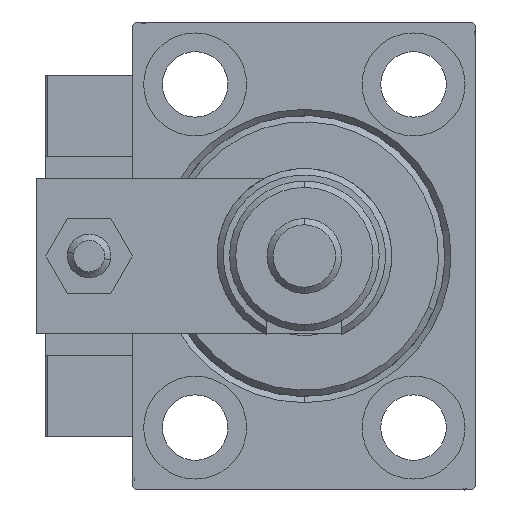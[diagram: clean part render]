
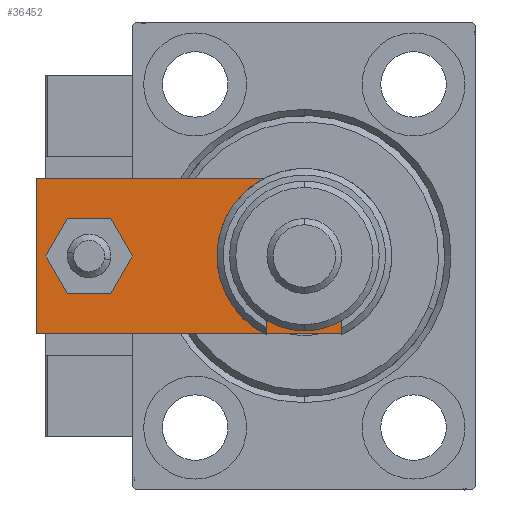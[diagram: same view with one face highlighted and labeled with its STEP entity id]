
A CAD part, left-side view. The second image highlights one B-rep face of the part: STEP entity #36452.
In plain terms, the highlighted face is planar.
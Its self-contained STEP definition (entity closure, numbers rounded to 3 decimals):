
#20 = EDGE_CURVE ( 'NONE', #52896, #18405, #21229, .T. ) ;
#218 = CIRCLE ( 'NONE', #43825, 8.25 ) ;
#1203 = DIRECTION ( 'NONE',  ( 0., 0., 1. ) ) ;
#2358 = CARTESIAN_POINT ( 'NONE',  ( -12.5, 5.66, 6. ) ) ;
#3549 = DIRECTION ( 'NONE',  ( 0., -1., 0. ) ) ;
#3747 = VECTOR ( 'NONE', #20187, 1000. ) ;
#4202 = DIRECTION ( 'NONE',  ( 1., 0., 0. ) ) ;
#4391 = CIRCLE ( 'NONE', #26610, 4. ) ;
#4563 = VECTOR ( 'NONE', #45491, 1000. ) ;
#5226 = CARTESIAN_POINT ( 'NONE',  ( 0., 12., 6. ) ) ;
#6640 = PLANE ( 'NONE',  #37161 ) ;
#6899 = CARTESIAN_POINT ( 'NONE',  ( 0., 0., 6. ) ) ;
#6920 = LINE ( 'NONE', #50571, #50082 ) ;
#7408 = FACE_BOUND ( 'NONE', #27113, .T. ) ;
#8888 = LINE ( 'NONE', #40256, #15288 ) ;
#9306 = ORIENTED_EDGE ( 'NONE', *, *, #29863, .F. ) ;
#9904 = CARTESIAN_POINT ( 'NONE',  ( -12.5, 55., 6. ) ) ;
#10379 = ORIENTED_EDGE ( 'NONE', *, *, #20, .T. ) ;
#10627 = VERTEX_POINT ( 'NONE', #43935 ) ;
#11612 = VERTEX_POINT ( 'NONE', #20678 ) ;
#12122 = DIRECTION ( 'NONE',  ( 1., 0., 0. ) ) ;
#12578 = CARTESIAN_POINT ( 'NONE',  ( 12.5, 0., 6. ) ) ;
#12611 = DIRECTION ( 'NONE',  ( -1., 0., 0. ) ) ;
#14265 = CARTESIAN_POINT ( 'NONE',  ( -4., 46.5, 6. ) ) ;
#14505 = EDGE_LOOP ( 'NONE', ( #50361, #9306 ) ) ;
#14975 = VECTOR ( 'NONE', #12611, 1000. ) ;
#14997 = CARTESIAN_POINT ( 'NONE',  ( 4., 46.5, 6. ) ) ;
#15128 = CIRCLE ( 'NONE', #31419, 8.25 ) ;
#15288 = VECTOR ( 'NONE', #3549, 1000. ) ;
#16630 = CARTESIAN_POINT ( 'NONE',  ( 12.5, 55., 6. ) ) ;
#17553 = DIRECTION ( 'NONE',  ( 1., 0., 0. ) ) ;
#18046 = VERTEX_POINT ( 'NONE', #14997 ) ;
#18405 = VERTEX_POINT ( 'NONE', #40889 ) ;
#18835 = ORIENTED_EDGE ( 'NONE', *, *, #48828, .T. ) ;
#20187 = DIRECTION ( 'NONE',  ( 0.707, -0.707, 0. ) ) ;
#20626 = LINE ( 'NONE', #12578, #4563 ) ;
#20635 = VERTEX_POINT ( 'NONE', #23794 ) ;
#20678 = CARTESIAN_POINT ( 'NONE',  ( 6.84, 0., 6. ) ) ;
#20689 = DIRECTION ( 'NONE',  ( 0., 0., 1. ) ) ;
#21229 = LINE ( 'NONE', #52849, #3747 ) ;
#21263 = ORIENTED_EDGE ( 'NONE', *, *, #37584, .T. ) ;
#21629 = DIRECTION ( 'NONE',  ( 0., 0., 1. ) ) ;
#23758 = DIRECTION ( 'NONE',  ( 0., 0., 1. ) ) ;
#23794 = CARTESIAN_POINT ( 'NONE',  ( -8.25, 12., 6. ) ) ;
#23826 = CARTESIAN_POINT ( 'NONE',  ( 3.42, -3.42, 6. ) ) ;
#24535 = VERTEX_POINT ( 'NONE', #9904 ) ;
#24760 = ORIENTED_EDGE ( 'NONE', *, *, #52907, .T. ) ;
#25659 = ORIENTED_EDGE ( 'NONE', *, *, #45816, .F. ) ;
#26610 = AXIS2_PLACEMENT_3D ( 'NONE', #30704, #20689, #12122 ) ;
#27056 = ORIENTED_EDGE ( 'NONE', *, *, #41980, .T. ) ;
#27113 = EDGE_LOOP ( 'NONE', ( #52609, #25659 ) ) ;
#27450 = EDGE_CURVE ( 'NONE', #11612, #33213, #27840, .T. ) ;
#27840 = LINE ( 'NONE', #23826, #30013 ) ;
#28626 = CARTESIAN_POINT ( 'NONE',  ( 0., 46.5, 6. ) ) ;
#28806 = EDGE_CURVE ( 'NONE', #50081, #18046, #4391, .T. ) ;
#29863 = EDGE_CURVE ( 'NONE', #18046, #50081, #32656, .T. ) ;
#30013 = VECTOR ( 'NONE', #33631, 1000. ) ;
#30704 = CARTESIAN_POINT ( 'NONE',  ( 0., 46.5, 6. ) ) ;
#31419 = AXIS2_PLACEMENT_3D ( 'NONE', #5226, #1203, #17553 ) ;
#31802 = CARTESIAN_POINT ( 'NONE',  ( 0., 12., 6. ) ) ;
#31868 = EDGE_CURVE ( 'NONE', #20635, #10627, #218, .T. ) ;
#32656 = CIRCLE ( 'NONE', #47165, 4. ) ;
#33213 = VERTEX_POINT ( 'NONE', #38989 ) ;
#33631 = DIRECTION ( 'NONE',  ( 0.707, 0.707, 0. ) ) ;
#33776 = CARTESIAN_POINT ( 'NONE',  ( 12.5, 55., 6. ) ) ;
#35273 = FACE_BOUND ( 'NONE', #14505, .T. ) ;
#36278 = EDGE_LOOP ( 'NONE', ( #18835, #10379, #24760, #49876, #21263, #27056 ) ) ;
#36452 = ADVANCED_FACE ( 'NONE', ( #35273, #51610, #7408 ), #6640, .T. ) ;
#37161 = AXIS2_PLACEMENT_3D ( 'NONE', #6899, #23758, #40098 ) ;
#37183 = DIRECTION ( 'NONE',  ( 1., 0., 0. ) ) ;
#37584 = EDGE_CURVE ( 'NONE', #33213, #38363, #20626, .T. ) ;
#38363 = VERTEX_POINT ( 'NONE', #33776 ) ;
#38989 = CARTESIAN_POINT ( 'NONE',  ( 12.5, 5.66, 6. ) ) ;
#40098 = DIRECTION ( 'NONE',  ( 1., 0., 0. ) ) ;
#40256 = CARTESIAN_POINT ( 'NONE',  ( -12.5, 55., 6. ) ) ;
#40889 = CARTESIAN_POINT ( 'NONE',  ( -6.84, 0., 6. ) ) ;
#41250 = LINE ( 'NONE', #16630, #14975 ) ;
#41980 = EDGE_CURVE ( 'NONE', #38363, #24535, #41250, .T. ) ;
#42799 = DIRECTION ( 'NONE',  ( 1., 0., 0. ) ) ;
#43825 = AXIS2_PLACEMENT_3D ( 'NONE', #31802, #48927, #4202 ) ;
#43935 = CARTESIAN_POINT ( 'NONE',  ( 8.25, 12., 6. ) ) ;
#45491 = DIRECTION ( 'NONE',  ( 0., 1., 0. ) ) ;
#45816 = EDGE_CURVE ( 'NONE', #10627, #20635, #15128, .T. ) ;
#47165 = AXIS2_PLACEMENT_3D ( 'NONE', #28626, #21629, #37183 ) ;
#48828 = EDGE_CURVE ( 'NONE', #24535, #52896, #8888, .T. ) ;
#48927 = DIRECTION ( 'NONE',  ( 0., 0., 1. ) ) ;
#49876 = ORIENTED_EDGE ( 'NONE', *, *, #27450, .T. ) ;
#50081 = VERTEX_POINT ( 'NONE', #14265 ) ;
#50082 = VECTOR ( 'NONE', #42799, 1000. ) ;
#50361 = ORIENTED_EDGE ( 'NONE', *, *, #28806, .F. ) ;
#50571 = CARTESIAN_POINT ( 'NONE',  ( -12.5, 0., 6. ) ) ;
#51610 = FACE_OUTER_BOUND ( 'NONE', #36278, .T. ) ;
#52609 = ORIENTED_EDGE ( 'NONE', *, *, #31868, .F. ) ;
#52849 = CARTESIAN_POINT ( 'NONE',  ( -3.42, -3.42, 6. ) ) ;
#52896 = VERTEX_POINT ( 'NONE', #2358 ) ;
#52907 = EDGE_CURVE ( 'NONE', #18405, #11612, #6920, .T. ) ;
